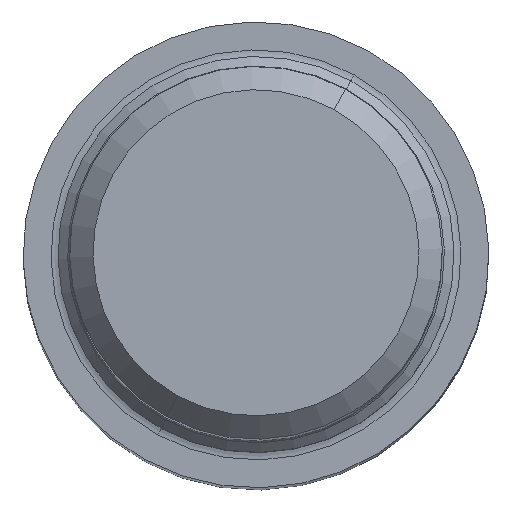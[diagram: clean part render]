
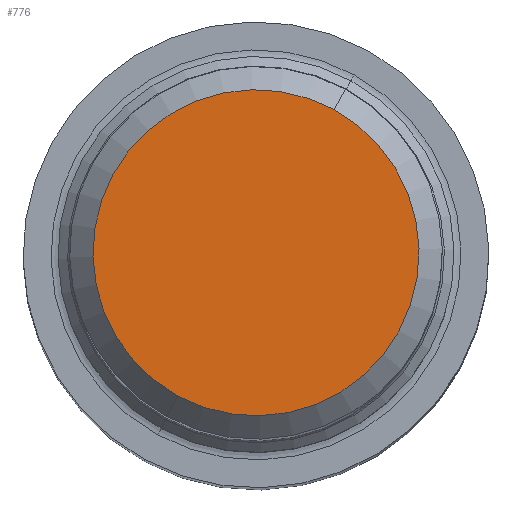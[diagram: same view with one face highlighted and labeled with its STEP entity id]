
A CAD part, top view. The second image highlights one B-rep face of the part: STEP entity #776.
In plain terms, the highlighted planar face has unit normal (0, 0, 1).
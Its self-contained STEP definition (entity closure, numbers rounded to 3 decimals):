
#695=CARTESIAN_POINT('Vertex',(3.356,6.143,52.)) ;
#698=CARTESIAN_POINT('Axis2P3D Location',(0.,0.,52.)) ;
#702=CARTESIAN_POINT('Vertex',(-3.356,-6.143,52.)) ;
#717=CARTESIAN_POINT('Axis2P3D Location',(0.,0.,52.)) ;
#767=CARTESIAN_POINT('Axis2P3D Location',(0.,0.,52.)) ;
#699=DIRECTION('Axis2P3D Direction',(0.,0.,-1.)) ;
#718=DIRECTION('Axis2P3D Direction',(0.,0.,-1.)) ;
#768=DIRECTION('Axis2P3D Direction',(0.,0.,-1.)) ;
#769=DIRECTION('Axis2P3D XDirection',(1.,0.,0.)) ;
#700=AXIS2_PLACEMENT_3D('Circle Axis2P3D',#698,#699,$) ;
#719=AXIS2_PLACEMENT_3D('Circle Axis2P3D',#717,#718,$) ;
#770=AXIS2_PLACEMENT_3D('Plane Axis2P3D',#767,#768,#769) ;
#773=ORIENTED_EDGE('',*,*,#704,.F.) ;
#774=ORIENTED_EDGE('',*,*,#721,.F.) ;
#776=ADVANCED_FACE('PartBody',(#775),#771,.F.) ;
#701=CIRCLE('generated circle',#700,7.) ;
#720=CIRCLE('generated circle',#719,7.) ;
#704=EDGE_CURVE('',#696,#703,#701,.T.) ;
#721=EDGE_CURVE('',#703,#696,#720,.T.) ;
#772=EDGE_LOOP('',(#773,#774)) ;
#775=FACE_OUTER_BOUND('',#772,.T.) ;
#771=PLANE('',#770) ;
#696=VERTEX_POINT('',#695) ;
#703=VERTEX_POINT('',#702) ;
